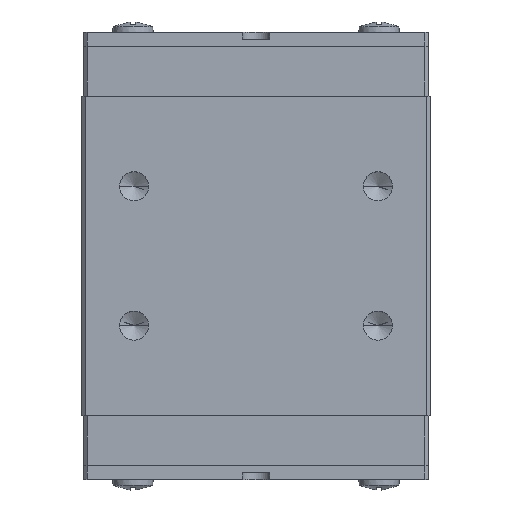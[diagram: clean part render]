
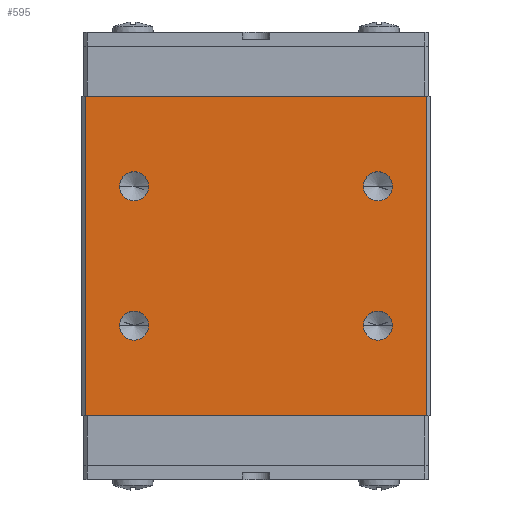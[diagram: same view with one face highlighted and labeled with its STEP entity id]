
A CAD part, top view. The second image highlights one B-rep face of the part: STEP entity #595.
In plain terms, the highlighted planar face has unit normal (0, 0, 1).
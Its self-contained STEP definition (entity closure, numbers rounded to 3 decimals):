
#595=ADVANCED_FACE('',(#1209,#1210,#1211,#1212,#1213),#1214,.T.);
#1209=FACE_BOUND('',#1841,.T.);
#1210=FACE_BOUND('',#1842,.T.);
#1211=FACE_BOUND('',#1843,.T.);
#1212=FACE_BOUND('',#1844,.T.);
#1213=FACE_OUTER_BOUND('',#1845,.T.);
#1214=PLANE('',#1846);
#1841=EDGE_LOOP('',(#3619,#3620));
#1842=EDGE_LOOP('',(#3621,#3622));
#1843=EDGE_LOOP('',(#3623,#3624));
#1844=EDGE_LOOP('',(#3625,#3626));
#1845=EDGE_LOOP('',(#3627,#3628,#3629,#3630));
#1846=AXIS2_PLACEMENT_3D('',#3631,#3632,#3633);
#3619=ORIENTED_EDGE('',*,*,#4455,.T.);
#3620=ORIENTED_EDGE('',*,*,#3813,.T.);
#3621=ORIENTED_EDGE('',*,*,#4459,.T.);
#3622=ORIENTED_EDGE('',*,*,#3805,.T.);
#3623=ORIENTED_EDGE('',*,*,#4463,.T.);
#3624=ORIENTED_EDGE('',*,*,#3797,.T.);
#3625=ORIENTED_EDGE('',*,*,#4467,.T.);
#3626=ORIENTED_EDGE('',*,*,#3789,.T.);
#3627=ORIENTED_EDGE('',*,*,#4441,.T.);
#3628=ORIENTED_EDGE('',*,*,#4476,.F.);
#3629=ORIENTED_EDGE('',*,*,#4477,.F.);
#3630=ORIENTED_EDGE('',*,*,#4473,.T.);
#3631=CARTESIAN_POINT('',(0.0,33.001,12.0));
#3632=DIRECTION('',(0.0,0.0,1.0));
#3633=DIRECTION('',(-1.0,0.0,-0.0));
#3789=EDGE_CURVE('',#4530,#4527,#4531,.T.);
#3797=EDGE_CURVE('',#4543,#4540,#4544,.T.);
#3805=EDGE_CURVE('',#4556,#4553,#4557,.T.);
#3813=EDGE_CURVE('',#4569,#4566,#4570,.T.);
#4441=EDGE_CURVE('',#5504,#5502,#5505,.T.);
#4455=EDGE_CURVE('',#4566,#4569,#5524,.T.);
#4459=EDGE_CURVE('',#4553,#4556,#5528,.T.);
#4463=EDGE_CURVE('',#4540,#4543,#5532,.T.);
#4467=EDGE_CURVE('',#4527,#4530,#5536,.T.);
#4473=EDGE_CURVE('',#5544,#5504,#5545,.T.);
#4476=EDGE_CURVE('',#5548,#5502,#5549,.T.);
#4477=EDGE_CURVE('',#5544,#5548,#5550,.T.);
#4527=VERTEX_POINT('',#5618);
#4530=VERTEX_POINT('',#5622);
#4531=CIRCLE('',#5623,1.25);
#4540=VERTEX_POINT('',#5635);
#4543=VERTEX_POINT('',#5639);
#4544=CIRCLE('',#5640,1.25);
#4553=VERTEX_POINT('',#5652);
#4556=VERTEX_POINT('',#5656);
#4557=CIRCLE('',#5657,1.25);
#4566=VERTEX_POINT('',#5669);
#4569=VERTEX_POINT('',#5673);
#4570=CIRCLE('',#5674,1.25);
#5502=VERTEX_POINT('',#7438);
#5504=VERTEX_POINT('',#7441);
#5505=LINE('',#7442,#7443);
#5524=CIRCLE('',#7470,1.25);
#5528=CIRCLE('',#7474,1.25);
#5532=CIRCLE('',#7478,1.25);
#5536=CIRCLE('',#7482,1.25);
#5544=VERTEX_POINT('',#7493);
#5545=LINE('',#7494,#7495);
#5548=VERTEX_POINT('',#7499);
#5549=LINE('',#7500,#7501);
#5550=LINE('',#7502,#7503);
#5618=CARTESIAN_POINT('',(-9.25,13.251,12.0));
#5622=CARTESIAN_POINT('',(-11.75,13.251,12.0));
#5623=AXIS2_PLACEMENT_3D('',#7585,#7586,#7587);
#5635=CARTESIAN_POINT('',(-9.25,25.251,12.0));
#5639=CARTESIAN_POINT('',(-11.75,25.251,12.0));
#5640=AXIS2_PLACEMENT_3D('',#7595,#7596,#7597);
#5652=CARTESIAN_POINT('',(11.75,13.251,12.0));
#5656=CARTESIAN_POINT('',(9.25,13.251,12.0));
#5657=AXIS2_PLACEMENT_3D('',#7605,#7606,#7607);
#5669=CARTESIAN_POINT('',(11.75,25.251,12.0));
#5673=CARTESIAN_POINT('',(9.25,25.251,12.0));
#5674=AXIS2_PLACEMENT_3D('',#7615,#7616,#7617);
#7438=CARTESIAN_POINT('',(14.7,5.501,12.0));
#7441=CARTESIAN_POINT('',(-14.7,5.501,12.0));
#7442=CARTESIAN_POINT('',(-14.7,5.501,12.0));
#7443=VECTOR('',#8178,1.0);
#7470=AXIS2_PLACEMENT_3D('',#8190,#8191,#8192);
#7474=AXIS2_PLACEMENT_3D('',#8196,#8197,#8198);
#7478=AXIS2_PLACEMENT_3D('',#8202,#8203,#8204);
#7482=AXIS2_PLACEMENT_3D('',#8208,#8209,#8210);
#7493=CARTESIAN_POINT('',(-14.7,33.001,12.0));
#7494=CARTESIAN_POINT('',(-14.7,33.001,12.0));
#7495=VECTOR('',#8214,1.0);
#7499=CARTESIAN_POINT('',(14.7,33.001,12.0));
#7500=CARTESIAN_POINT('',(14.7,33.001,12.0));
#7501=VECTOR('',#8216,1.0);
#7502=CARTESIAN_POINT('',(-14.7,33.001,12.0));
#7503=VECTOR('',#8217,1.0);
#7585=CARTESIAN_POINT('',(-10.5,13.251,12.0));
#7586=DIRECTION('',(0.0,0.0,-1.0));
#7587=DIRECTION('',(1.0,0.0,0.0));
#7595=CARTESIAN_POINT('',(-10.5,25.251,12.0));
#7596=DIRECTION('',(0.0,0.0,-1.0));
#7597=DIRECTION('',(1.0,0.0,0.0));
#7605=CARTESIAN_POINT('',(10.5,13.251,12.0));
#7606=DIRECTION('',(0.0,0.0,-1.0));
#7607=DIRECTION('',(1.0,0.0,0.0));
#7615=CARTESIAN_POINT('',(10.5,25.251,12.0));
#7616=DIRECTION('',(0.0,0.0,-1.0));
#7617=DIRECTION('',(1.0,0.0,0.0));
#8178=DIRECTION('',(1.0,0.0,0.0));
#8190=CARTESIAN_POINT('',(10.5,25.251,12.0));
#8191=DIRECTION('',(0.0,0.0,-1.0));
#8192=DIRECTION('',(1.0,0.0,0.0));
#8196=CARTESIAN_POINT('',(10.5,13.251,12.0));
#8197=DIRECTION('',(0.0,0.0,-1.0));
#8198=DIRECTION('',(1.0,0.0,0.0));
#8202=CARTESIAN_POINT('',(-10.5,25.251,12.0));
#8203=DIRECTION('',(0.0,0.0,-1.0));
#8204=DIRECTION('',(1.0,0.0,0.0));
#8208=CARTESIAN_POINT('',(-10.5,13.251,12.0));
#8209=DIRECTION('',(0.0,0.0,-1.0));
#8210=DIRECTION('',(1.0,0.0,0.0));
#8214=DIRECTION('',(0.0,-1.0,0.0));
#8216=DIRECTION('',(0.0,-1.0,0.0));
#8217=DIRECTION('',(1.0,0.0,0.0));
